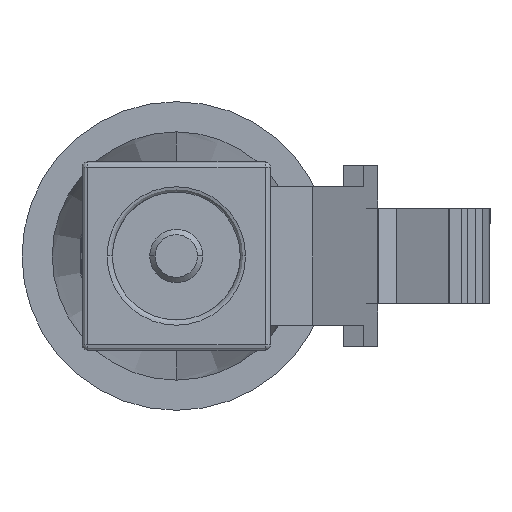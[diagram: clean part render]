
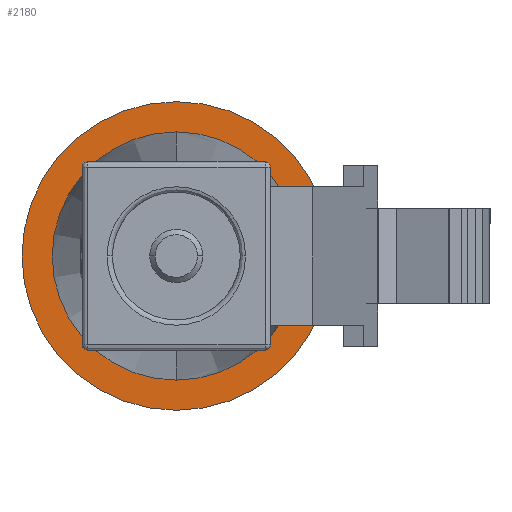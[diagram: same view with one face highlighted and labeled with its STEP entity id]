
A CAD part, front view. The second image highlights one B-rep face of the part: STEP entity #2180.
In plain terms, the highlighted planar face has unit normal (0, -1, 0).
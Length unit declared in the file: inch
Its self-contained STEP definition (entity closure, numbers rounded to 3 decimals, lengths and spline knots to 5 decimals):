
#3 = AXIS2_PLACEMENT_3D ( 'NONE', #6154, #65, #64 ) ;
#51 = CARTESIAN_POINT ( 'NONE',  ( 0.11663, 0., 0. ) ) ;
#59 = DIRECTION ( 'NONE',  ( 0., 0., 1. ) ) ;
#60 = DIRECTION ( 'NONE',  ( 0., 1., 0. ) ) ;
#61 = CARTESIAN_POINT ( 'NONE',  ( 0., 0., 0. ) ) ;
#64 = DIRECTION ( 'NONE',  ( 0., 0., 1. ) ) ;
#65 = DIRECTION ( 'NONE',  ( 0., 1., 0. ) ) ;
#66 = FACE_OUTER_BOUND ( 'NONE', #2168, .T. ) ;
#67 = AXIS2_PLACEMENT_3D ( 'NONE', #61, #60, #59 ) ;
#69 = CIRCLE ( 'NONE', #3, 0.145 ) ;
#70 = FACE_BOUND ( 'NONE', #2172, .T. ) ;
#2135 = VERTEX_POINT ( 'NONE', #6091 ) ;
#2137 = VERTEX_POINT ( 'NONE', #6016 ) ;
#2164 = ORIENTED_EDGE ( 'NONE', *, *, #2333, .F. ) ;
#2168 = EDGE_LOOP ( 'NONE', ( #2169, #2164 ) ) ;
#2169 = ORIENTED_EDGE ( 'NONE', *, *, #2179, .F. ) ;
#2172 = EDGE_LOOP ( 'NONE', ( #2182, #2177 ) ) ;
#2177 = ORIENTED_EDGE ( 'NONE', *, *, #2384, .T. ) ;
#2179 = EDGE_CURVE ( 'NONE', #2135, #2137, #69, .T. ) ;
#2180 = ADVANCED_FACE ( 'NONE', ( #70, #66 ), #6132, .F. ) ;
#2182 = ORIENTED_EDGE ( 'NONE', *, *, #2241, .T. ) ;
#2191 = VERTEX_POINT ( 'NONE', #51 ) ;
#2199 = VERTEX_POINT ( 'NONE', #6111 ) ;
#2241 = EDGE_CURVE ( 'NONE', #2199, #2191, #5297, .T. ) ;
#2333 = EDGE_CURVE ( 'NONE', #2137, #2135, #5440, .T. ) ;
#2384 = EDGE_CURVE ( 'NONE', #2191, #2199, #5439, .T. ) ;
#5131 = CARTESIAN_POINT ( 'NONE',  ( 0., 0., 0. ) ) ;
#5147 = DIRECTION ( 'NONE',  ( -1., 0., 0. ) ) ;
#5244 = AXIS2_PLACEMENT_3D ( 'NONE', #5131, #5248, #5147 ) ;
#5248 = DIRECTION ( 'NONE',  ( 0., 1., 0. ) ) ;
#5297 = CIRCLE ( 'NONE', #5244, 0.11663 ) ;
#5414 = DIRECTION ( 'NONE',  ( 0., 1., 0. ) ) ;
#5421 = DIRECTION ( 'NONE',  ( 0., 0., 1. ) ) ;
#5422 = AXIS2_PLACEMENT_3D ( 'NONE', #5484, #5414, #5421 ) ;
#5428 = AXIS2_PLACEMENT_3D ( 'NONE', #5460, #5459, #5458 ) ;
#5439 = CIRCLE ( 'NONE', #5428, 0.11663 ) ;
#5440 = CIRCLE ( 'NONE', #5422, 0.145 ) ;
#5458 = DIRECTION ( 'NONE',  ( -1., 0., 0. ) ) ;
#5459 = DIRECTION ( 'NONE',  ( 0., 1., 0. ) ) ;
#5460 = CARTESIAN_POINT ( 'NONE',  ( 0., 0., 0. ) ) ;
#5484 = CARTESIAN_POINT ( 'NONE',  ( 0., 0., 0. ) ) ;
#6016 = CARTESIAN_POINT ( 'NONE',  ( 0., 0., 0.145 ) ) ;
#6091 = CARTESIAN_POINT ( 'NONE',  ( 0., 0., -0.145 ) ) ;
#6111 = CARTESIAN_POINT ( 'NONE',  ( -0.11663, 0., 0. ) ) ;
#6132 = PLANE ( 'NONE',  #67 ) ;
#6154 = CARTESIAN_POINT ( 'NONE',  ( 0., 0., 0. ) ) ;
